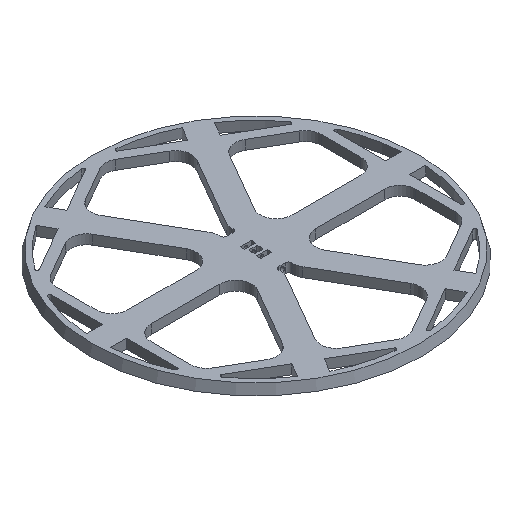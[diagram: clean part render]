
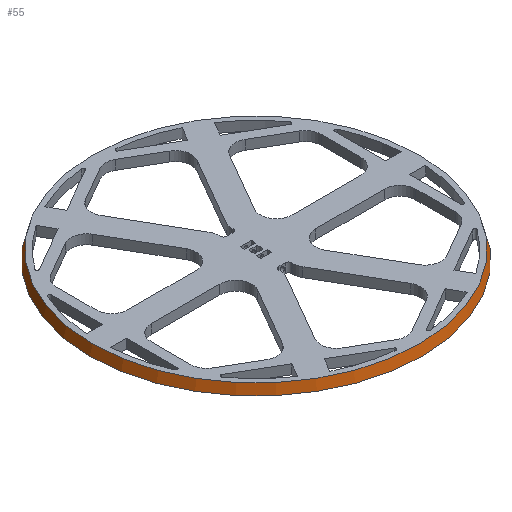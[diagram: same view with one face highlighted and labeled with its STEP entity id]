
A CAD part, isometric view. The second image highlights one B-rep face of the part: STEP entity #55.
In plain terms, the highlighted conical face has half-angle 15 degrees and reference radius 104.196 mm.
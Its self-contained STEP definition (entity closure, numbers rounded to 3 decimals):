
#55=ADVANCED_FACE('',(#294,#296),#298,.T.);
#294=FACE_OUTER_BOUND('',#295,.T.);
#295=EDGE_LOOP('',(#1549));
#296=FACE_OUTER_BOUND('',#297,.T.);
#297=EDGE_LOOP('',(#1550));
#298=CONICAL_SURFACE('',#299,104.196,0.262);
#299=AXIS2_PLACEMENT_3D('',#300,#301,#302);
#300=CARTESIAN_POINT('',(0.,0.,3.));
#301=DIRECTION('',(0.,0.,-1.));
#302=DIRECTION('',(-1.,0.,0.));
#1549=ORIENTED_EDGE('',*,*,#2268,.F.);
#1550=ORIENTED_EDGE('',*,*,#2143,.F.);
#2143=EDGE_CURVE('',#2565,#2565,#2566,.F.);
#2268=EDGE_CURVE('',#2815,#2815,#2816,.F.);
#2565=VERTEX_POINT('',#3269);
#2566=CIRCLE('',#3270,105.);
#2815=VERTEX_POINT('',#3830);
#2816=CIRCLE('',#3831,103.392);
#3269=CARTESIAN_POINT('',(-105.,0.,0.));
#3270=AXIS2_PLACEMENT_3D('',#3271,#3272,#3273);
#3271=CARTESIAN_POINT('',(0.,0.,0.));
#3272=DIRECTION('',(0.,0.,1.));
#3273=DIRECTION('',(-1.,0.,0.));
#3830=CARTESIAN_POINT('',(-103.392,0.,6.));
#3831=AXIS2_PLACEMENT_3D('',#3832,#3833,#3834);
#3832=CARTESIAN_POINT('',(0.,0.,6.));
#3833=DIRECTION('',(0.,0.,-1.));
#3834=DIRECTION('',(-1.,0.,0.));
